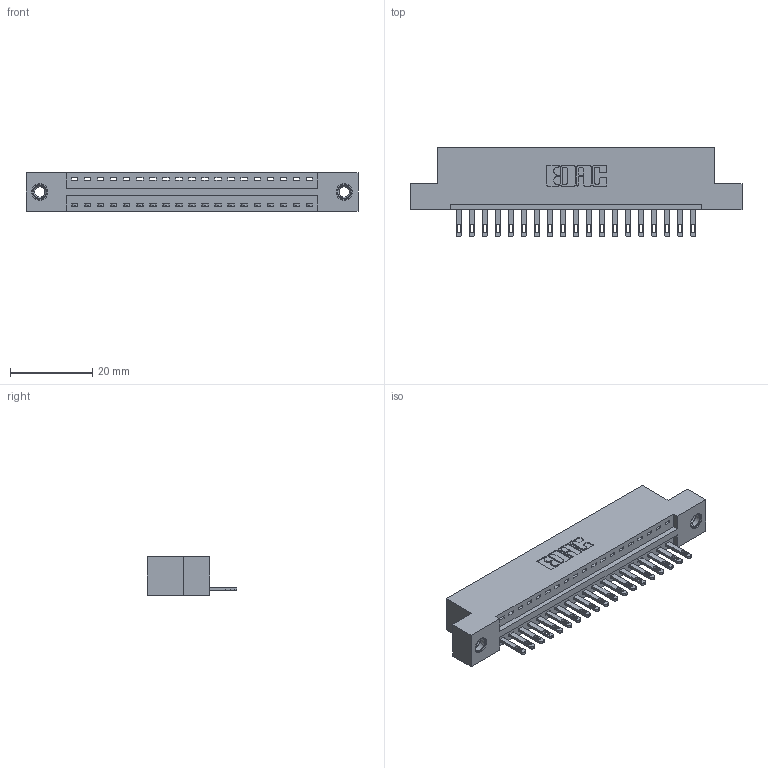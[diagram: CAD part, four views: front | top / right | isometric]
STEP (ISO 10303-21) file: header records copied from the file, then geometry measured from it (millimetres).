
FILE_DESCRIPTION (( 'STEP AP203' ), '1' );
FILE_NAME ('346-019-500-107.STEP', '2018-08-20T09:26:00', ( '' ), ( '' ), 'SwSTEP 2.0', 'SolidWorks 2016', '' );
FILE_SCHEMA (( 'CONFIG_CONTROL_DESIGN' ));
Length unit declared in the file: inch
Products named in the file (4): 345-292-001_345-293-100; 345-250-001_345-250-005-103; 346-019-500-107; 346 Part_Flush Mounting Lugs - 0.156 Dia-TI
Assembly tree (22 placements, depth 2):
  346-019-500-107
    346 Part_Flush Mounting Lugs - 0.156 Dia-TI
    345-292-001_345-293-100  x19
    345-250-001_345-250-005-103  x2
Bounding box: 80.9 x 21.84 x 9.4 mm (x, y, z)
Volume: 7583.6 mm3; surface area: 9309.2 mm2
Topology: 22 solids, 22 shells, 1208 faces, 3657 edges, 2430 vertices
Faces by surface type: plane 754, cylinder 438, cone 12, torus 4
Entity records: 16004 total; most frequent: CARTESIAN_POINT 2732, ORIENTED_EDGE 2678, DIRECTION 2467, EDGE_CURVE 1339, VECTOR 1107, LINE 1107, VERTEX_POINT 888, AXIS2_PLACEMENT_3D 680
